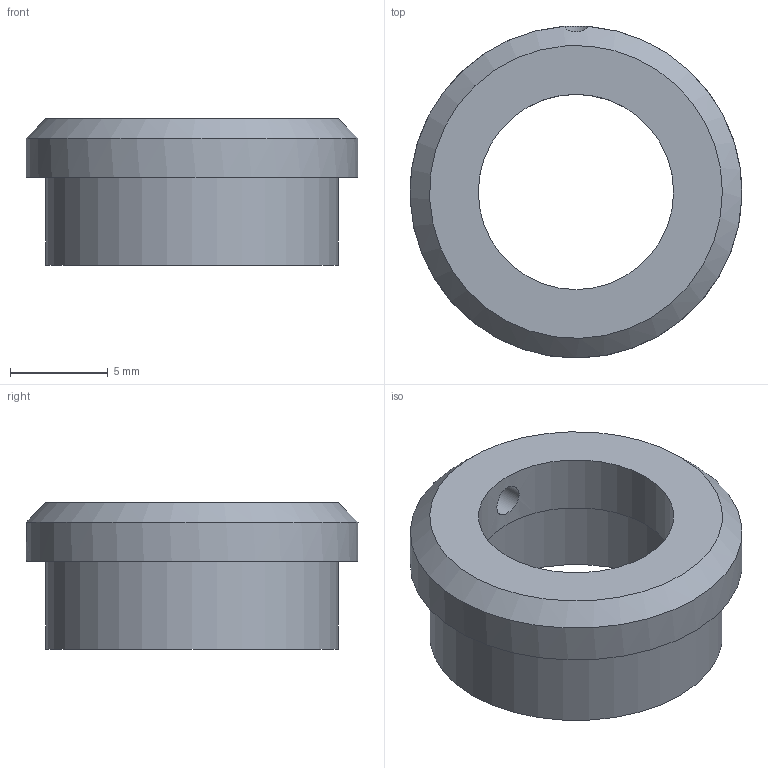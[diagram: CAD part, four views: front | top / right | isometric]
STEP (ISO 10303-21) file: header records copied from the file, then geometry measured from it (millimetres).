
FILE_DESCRIPTION(/* description */ (''),/* implementation_level */ '2;1');
FILE_NAME(/* name */ '059100_C.stp',/* time_stamp */ '2021-03-14T23:17:25+01:00',/* author */ (''),/* organization */ (''),/* preprocessor_version */ 'ST-DEVELOPER v16.7',/* originating_system */ 'SIEMENS PLM Software NX 1934',/* authorisation */ '');
FILE_SCHEMA (('AUTOMOTIVE_DESIGN { 1 0 10303 214 3 1 1 1 }'));
Length unit declared in the file: millimetre
Products named in the file (1): 059100_C-Optics Holder
Bounding box: 16.99 x 17 x 7.5 mm (x, y, z)
Volume: 639.6 mm3; surface area: 923 mm2
Topology: 1 solids, 1 shells, 10 faces, 22 edges, 15 vertices
Faces by surface type: cylinder 5, plane 4, cone 1
Full cylindrical faces by diameter (mm): 1.6 x1, 10 x1, 12.67 x1, 14.991 x1, 17 x1
Entity records: 363 total; most frequent: CARTESIAN_POINT 154, DIRECTION 40, ORIENTED_EDGE 24, FACE_BOUND 21, EDGE_LOOP 21, AXIS2_PLACEMENT_3D 20, EDGE_CURVE 12, VERTEX_POINT 11
